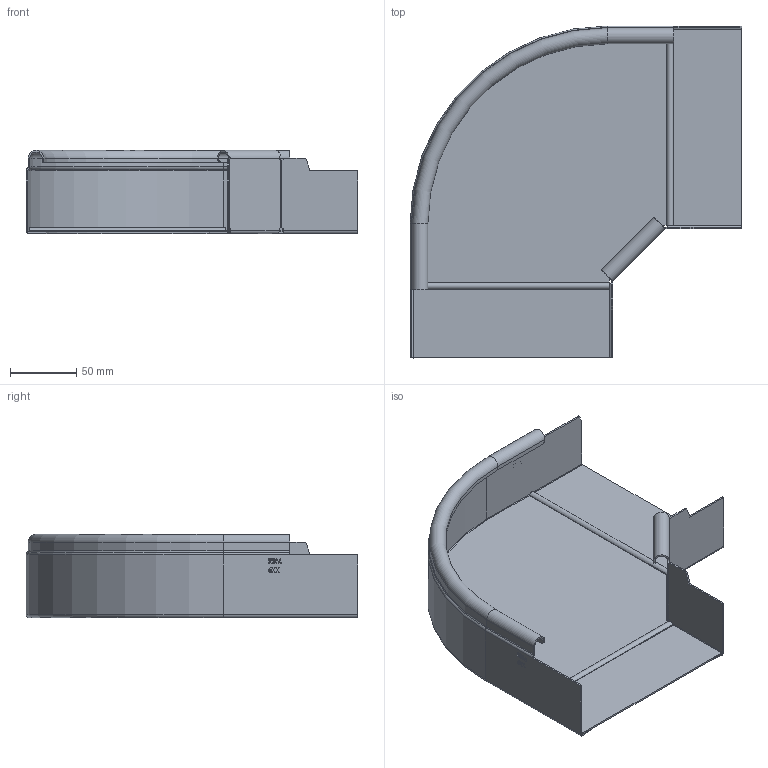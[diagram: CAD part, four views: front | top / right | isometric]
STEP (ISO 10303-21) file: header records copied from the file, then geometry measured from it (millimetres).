
FILE_DESCRIPTION((''),'2;1');
FILE_NAME('6041132_ASM','2012-10-01T',('AndreasKeweloh'),(''),'PRO/ENGINEER BY PARAMETRIC TECHNOLOGY CORPORATION, 2012230','PRO/ENGINEER BY PARAMETRIC TECHNOLOGY CORPORATION, 2012230','');
FILE_SCHEMA(('CONFIG_CONTROL_DESIGN'));
Length unit declared in the file: millimetre
Products named in the file (4): 6041132_BODENBLECH_150; 6041132_INNENHOLM60; 6041132_AUSSENHOLM_615; 6041132_ASM
Assembly tree (3 placements, depth 2):
  6041132_ASM
    6041132_BODENBLECH_150
    6041132_INNENHOLM60
    6041132_AUSSENHOLM_615
Bounding box: 251.35 x 251.35 x 63 mm (x, y, z)
Volume: 121016.5 mm3; surface area: 196821.5 mm2
Topology: 3 solids, 3 shells, 375 faces, 953 edges, 608 vertices
Faces by surface type: plane 236, cylinder 71, extrusion 52, bspline 8, torus 8
Entity records: 13901 total; most frequent: CARTESIAN_POINT 4907, ORIENTED_EDGE 1906, DIRECTION 1671, EDGE_CURVE 953, VECTOR 743, LINE 691, VERTEX_POINT 608, AXIS2_PLACEMENT_3D 464
